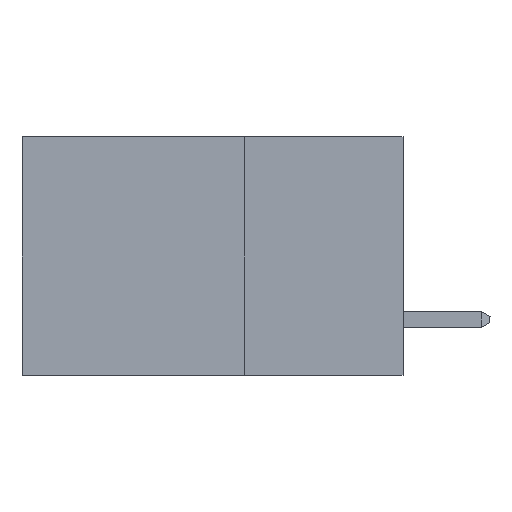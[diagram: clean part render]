
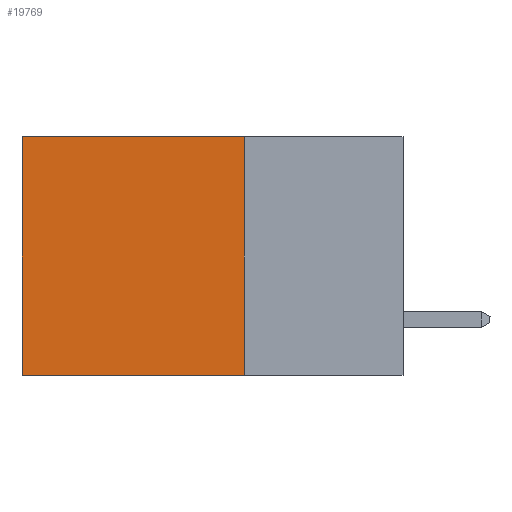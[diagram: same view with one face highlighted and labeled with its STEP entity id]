
A CAD part, left-side view. The second image highlights one B-rep face of the part: STEP entity #19769.
In plain terms, the highlighted planar face has unit normal (-1, 0, 0).
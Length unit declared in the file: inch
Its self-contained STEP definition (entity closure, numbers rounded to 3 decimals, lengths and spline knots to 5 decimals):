
#406 = LINE ( 'NONE', #20067, #19586 ) ;
#866 = VERTEX_POINT ( 'NONE', #4689 ) ;
#1755 = VERTEX_POINT ( 'NONE', #14831 ) ;
#2696 = PLANE ( 'NONE',  #14295 ) ;
#3648 = VECTOR ( 'NONE', #6030, 39.37008 ) ;
#4117 = DIRECTION ( 'NONE',  ( 1., 0., 0. ) ) ;
#4689 = CARTESIAN_POINT ( 'NONE',  ( 0.2875, 0.25, 0. ) ) ;
#4977 = ORIENTED_EDGE ( 'NONE', *, *, #14592, .T. ) ;
#6030 = DIRECTION ( 'NONE',  ( 0., 0., -1. ) ) ;
#7237 = LINE ( 'NONE', #7695, #20816 ) ;
#7695 = CARTESIAN_POINT ( 'NONE',  ( 0.2875, 0.6, -0.375 ) ) ;
#7735 = EDGE_LOOP ( 'NONE', ( #4977, #19943, #10130, #21611 ) ) ;
#8719 = LINE ( 'NONE', #9451, #3648 ) ;
#8786 = VERTEX_POINT ( 'NONE', #10445 ) ;
#9244 = EDGE_CURVE ( 'NONE', #8786, #10122, #13377, .T. ) ;
#9451 = CARTESIAN_POINT ( 'NONE',  ( 0.2875, 0.25, -0.375 ) ) ;
#10122 = VERTEX_POINT ( 'NONE', #18090 ) ;
#10130 = ORIENTED_EDGE ( 'NONE', *, *, #20396, .F. ) ;
#10343 = DIRECTION ( 'NONE',  ( 0., 1., 0. ) ) ;
#10445 = CARTESIAN_POINT ( 'NONE',  ( 0.2875, 0.25, -0.375 ) ) ;
#11108 = DIRECTION ( 'NONE',  ( 0., 0., -1. ) ) ;
#12612 = EDGE_CURVE ( 'NONE', #866, #1755, #406, .T. ) ;
#12696 = DIRECTION ( 'NONE',  ( 0., 0., -1. ) ) ;
#13244 = DIRECTION ( 'NONE',  ( 0., 1., 0. ) ) ;
#13377 = LINE ( 'NONE', #14025, #16827 ) ;
#14025 = CARTESIAN_POINT ( 'NONE',  ( 0.2875, 0.25, -0.375 ) ) ;
#14295 = AXIS2_PLACEMENT_3D ( 'NONE', #16137, #4117, #11108 ) ;
#14592 = EDGE_CURVE ( 'NONE', #1755, #10122, #7237, .T. ) ;
#14831 = CARTESIAN_POINT ( 'NONE',  ( 0.2875, 0.6, 0. ) ) ;
#16137 = CARTESIAN_POINT ( 'NONE',  ( 0.2875, 0.25, -0.375 ) ) ;
#16775 = FACE_OUTER_BOUND ( 'NONE', #7735, .T. ) ;
#16827 = VECTOR ( 'NONE', #10343, 39.37008 ) ;
#18090 = CARTESIAN_POINT ( 'NONE',  ( 0.2875, 0.6, -0.375 ) ) ;
#19586 = VECTOR ( 'NONE', #13244, 39.37008 ) ;
#19769 = ADVANCED_FACE ( 'NONE', ( #16775 ), #2696, .F. ) ;
#19943 = ORIENTED_EDGE ( 'NONE', *, *, #9244, .F. ) ;
#20067 = CARTESIAN_POINT ( 'NONE',  ( 0.2875, 0.25, 0. ) ) ;
#20396 = EDGE_CURVE ( 'NONE', #866, #8786, #8719, .T. ) ;
#20816 = VECTOR ( 'NONE', #12696, 39.37008 ) ;
#21611 = ORIENTED_EDGE ( 'NONE', *, *, #12612, .T. ) ;
